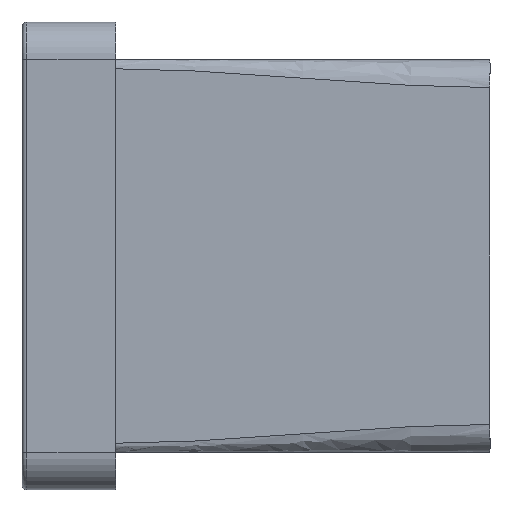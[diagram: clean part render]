
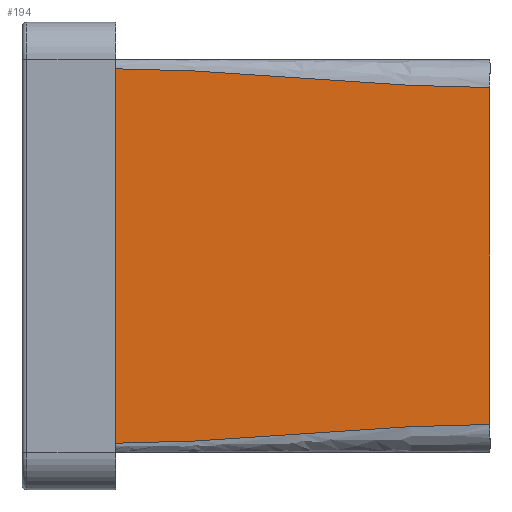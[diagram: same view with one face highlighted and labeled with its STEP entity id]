
A CAD part, left-side view. The second image highlights one B-rep face of the part: STEP entity #194.
In plain terms, the highlighted planar face has unit normal (-1, 0, 0).
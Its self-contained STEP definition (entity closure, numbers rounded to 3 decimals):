
#3 = EDGE_CURVE ( 'NONE', #270, #1182, #1100, .T. ) ;
#41 = EDGE_CURVE ( 'NONE', #270, #593, #1102, .T. ) ;
#111 = CARTESIAN_POINT ( 'NONE',  ( -10.5, 13.333, 10. ) ) ;
#136 = CARTESIAN_POINT ( 'NONE',  ( -10.5, 6.667, -9. ) ) ;
#140 = VECTOR ( 'NONE', #999, 1000. ) ;
#172 = CARTESIAN_POINT ( 'NONE',  ( -10.5, 20., -10.5 ) ) ;
#181 = ORIENTED_EDGE ( 'NONE', *, *, #275, .T. ) ;
#194 = ADVANCED_FACE ( 'NONE', ( #841 ), #651, .F. ) ;
#216 = DIRECTION ( 'NONE',  ( 0., 0., 1. ) ) ;
#240 = CARTESIAN_POINT ( 'NONE',  ( -10.5, 0., 9. ) ) ;
#267 = DIRECTION ( 'NONE',  ( 1., 0., 0. ) ) ;
#270 = VERTEX_POINT ( 'NONE', #883 ) ;
#275 = EDGE_CURVE ( 'NONE', #593, #751, #679, .T. ) ;
#285 = CARTESIAN_POINT ( 'NONE',  ( -10.5, 0., 9. ) ) ;
#292 = CARTESIAN_POINT ( 'NONE',  ( -10.5, 20., 10. ) ) ;
#294 = CARTESIAN_POINT ( 'NONE',  ( -10.5, 20., 10. ) ) ;
#297 = B_SPLINE_CURVE_WITH_KNOTS ( 'NONE', 3,
 ( #285, #401, #111, #292 ),
 .UNSPECIFIED., .F., .F.,
 ( 4, 4 ),
 ( 0., 0.02 ),
 .UNSPECIFIED. ) ;
#401 = CARTESIAN_POINT ( 'NONE',  ( -10.5, 6.667, 9. ) ) ;
#441 = CARTESIAN_POINT ( 'NONE',  ( -10.5, 13.333, -10. ) ) ;
#554 = ORIENTED_EDGE ( 'NONE', *, *, #41, .T. ) ;
#585 = ORIENTED_EDGE ( 'NONE', *, *, #3, .F. ) ;
#593 = VERTEX_POINT ( 'NONE', #795 ) ;
#608 = CARTESIAN_POINT ( 'NONE',  ( -10.5, 0., -10.5 ) ) ;
#624 = CARTESIAN_POINT ( 'NONE',  ( -10.5, 20., -10. ) ) ;
#631 = CARTESIAN_POINT ( 'NONE',  ( -10.5, 20., -10.5 ) ) ;
#646 = EDGE_LOOP ( 'NONE', ( #585, #554, #181, #933 ) ) ;
#651 = PLANE ( 'NONE',  #1020 ) ;
#679 = LINE ( 'NONE', #608, #804 ) ;
#751 = VERTEX_POINT ( 'NONE', #240 ) ;
#795 = CARTESIAN_POINT ( 'NONE',  ( -10.5, 0., -9. ) ) ;
#804 = VECTOR ( 'NONE', #216, 1000. ) ;
#841 = FACE_OUTER_BOUND ( 'NONE', #646, .T. ) ;
#883 = CARTESIAN_POINT ( 'NONE',  ( -10.5, 20., -10. ) ) ;
#920 = CARTESIAN_POINT ( 'NONE',  ( -10.5, 0., -9. ) ) ;
#933 = ORIENTED_EDGE ( 'NONE', *, *, #988, .T. ) ;
#988 = EDGE_CURVE ( 'NONE', #751, #1182, #297, .T. ) ;
#999 = DIRECTION ( 'NONE',  ( 0., 0., 1. ) ) ;
#1020 = AXIS2_PLACEMENT_3D ( 'NONE', #172, #267, #1235 ) ;
#1100 = LINE ( 'NONE', #631, #140 ) ;
#1102 = B_SPLINE_CURVE_WITH_KNOTS ( 'NONE', 3,
 ( #624, #441, #136, #920 ),
 .UNSPECIFIED., .F., .F.,
 ( 4, 4 ),
 ( 0., 0.02 ),
 .UNSPECIFIED. ) ;
#1182 = VERTEX_POINT ( 'NONE', #294 ) ;
#1235 = DIRECTION ( 'NONE',  ( 0., 0., -1. ) ) ;
